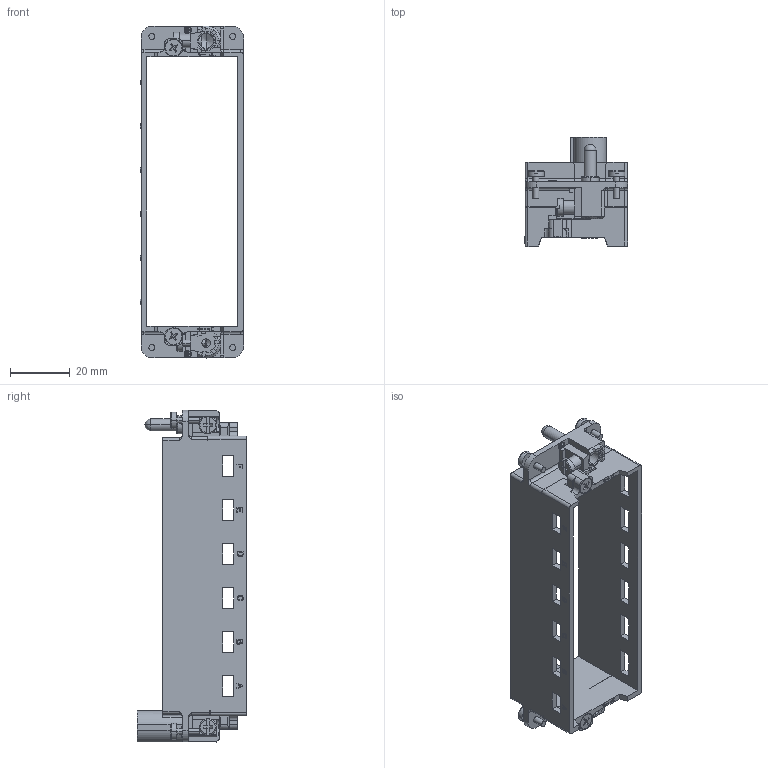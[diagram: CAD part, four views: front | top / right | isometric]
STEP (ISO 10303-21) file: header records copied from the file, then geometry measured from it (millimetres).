
FILE_DESCRIPTION(/* description */ (''),/* implementation_level */ '2;1');
FILE_NAME(/* name */ '3D_1290240001003_HF24B-NUA3_V1.4 _stp.stp',/* time_stamp */ '2024-07-16T14:18:45+08:00',/* author */ (''),/* organization */ (''),/* preprocessor_version */ 'ST-DEVELOPER v18.1',/* originating_system */ 'SIEMENS PLM Software NX 1980',/* authorisation */ '');
FILE_SCHEMA (('AUTOMOTIVE_DESIGN { 1 0 10303 214 3 1 1 1 }'));
Length unit declared in the file: millimetre
Products named in the file (1): 131837EC829Ep3lq
Bounding box: 34.5 x 36.5 x 111 mm (x, y, z)
Volume: 16403.4 mm3; surface area: 18407.9 mm2
Topology: 2 solids, 4 shells, 809 faces, 2303 edges, 1534 vertices
Faces by surface type: plane 591, cylinder 155, cone 23, torus 23, extrusion 9, sphere 4, bspline 4
Full cylindrical faces by diameter (mm): 5.5 x2
Entity records: 27367 total; most frequent: CARTESIAN_POINT 6749, ORIENTED_EDGE 4578, DIRECTION 3831, EDGE_CURVE 2289, VERTEX_POINT 1534, VECTOR 1423, LINE 1414, AXIS2_PLACEMENT_3D 1204
